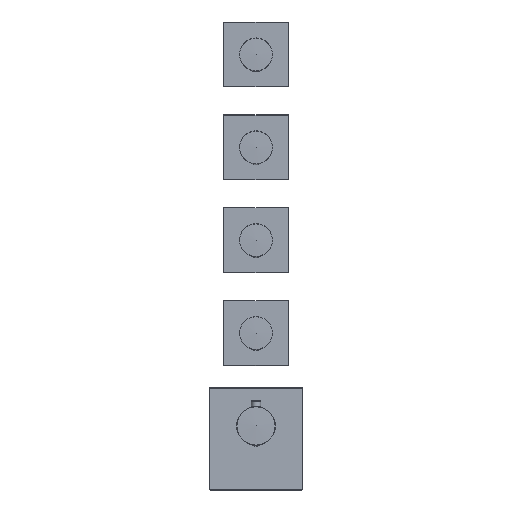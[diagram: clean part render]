
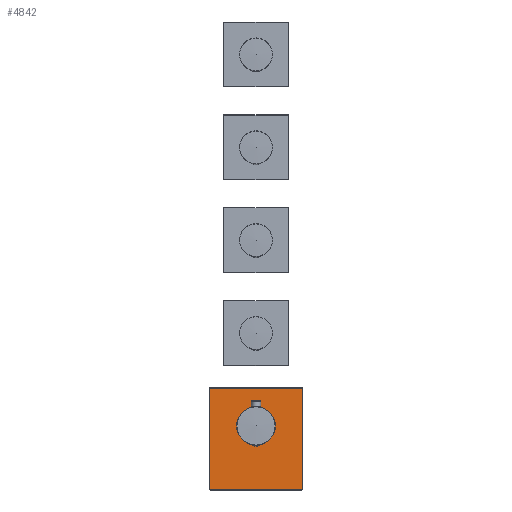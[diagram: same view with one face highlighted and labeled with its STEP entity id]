
A CAD part, front view. The second image highlights one B-rep face of the part: STEP entity #4842.
In plain terms, the highlighted planar face has unit normal (0, -1, 0).
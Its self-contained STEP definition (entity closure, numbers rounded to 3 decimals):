
#33=LINE('',#14167,#293);
#38=LINE('',#14187,#298);
#46=LINE('',#14219,#306);
#47=LINE('',#14223,#307);
#293=VECTOR('',#5742,1000.);
#298=VECTOR('',#5765,1000.);
#306=VECTOR('',#5801,1000.);
#307=VECTOR('',#5808,1000.);
#730=CIRCLE('',#5165,20.85);
#735=CIRCLE('',#5172,0.3);
#740=CIRCLE('',#5181,0.3);
#748=CIRCLE('',#5195,0.3);
#750=CIRCLE('',#5199,0.3);
#960=PLANE('',#5200);
#1475=ORIENTED_EDGE('',*,*,#2722,.F.);
#1476=ORIENTED_EDGE('',*,*,#2758,.T.);
#1477=ORIENTED_EDGE('',*,*,#2756,.T.);
#1478=ORIENTED_EDGE('',*,*,#2760,.T.);
#1479=ORIENTED_EDGE('',*,*,#2729,.T.);
#1480=ORIENTED_EDGE('',*,*,#2732,.T.);
#1481=ORIENTED_EDGE('',*,*,#2739,.T.);
#1482=ORIENTED_EDGE('',*,*,#2742,.T.);
#1483=ORIENTED_EDGE('',*,*,#2759,.T.);
#2722=EDGE_CURVE('',#3427,#3427,#730,.T.);
#2729=EDGE_CURVE('',#3432,#3433,#735,.T.);
#2732=EDGE_CURVE('',#3433,#3435,#33,.T.);
#2739=EDGE_CURVE('',#3435,#3439,#740,.T.);
#2742=EDGE_CURVE('',#3439,#3441,#38,.T.);
#2756=EDGE_CURVE('',#3449,#3450,#748,.T.);
#2758=EDGE_CURVE('',#3451,#3449,#46,.T.);
#2759=EDGE_CURVE('',#3441,#3451,#750,.T.);
#2760=EDGE_CURVE('',#3450,#3432,#47,.T.);
#3427=VERTEX_POINT('',#14146);
#3432=VERTEX_POINT('',#14158);
#3433=VERTEX_POINT('',#14160);
#3435=VERTEX_POINT('',#14166);
#3439=VERTEX_POINT('',#14180);
#3441=VERTEX_POINT('',#14186);
#3449=VERTEX_POINT('',#14212);
#3450=VERTEX_POINT('',#14214);
#3451=VERTEX_POINT('',#14218);
#4109=EDGE_LOOP('',(#1475));
#4110=EDGE_LOOP('',(#1476,#1477,#1478,#1479,#1480,#1481,#1482,#1483));
#4465=FACE_BOUND('',#4109,.T.);
#4466=FACE_BOUND('',#4110,.T.);
#4842=ADVANCED_FACE('',(#4465,#4466),#960,.T.);
#5165=AXIS2_PLACEMENT_3D('',#14145,#5719,#5720);
#5172=AXIS2_PLACEMENT_3D('',#14161,#5735,#5736);
#5181=AXIS2_PLACEMENT_3D('',#14181,#5758,#5759);
#5195=AXIS2_PLACEMENT_3D('',#14215,#5795,#5796);
#5199=AXIS2_PLACEMENT_3D('',#14221,#5804,#5805);
#5200=AXIS2_PLACEMENT_3D('',#14222,#5806,#5807);
#5719=DIRECTION('',(0.,-1.,0.));
#5720=DIRECTION('',(-1.,0.,0.));
#5735=DIRECTION('',(0.,-1.,0.));
#5736=DIRECTION('',(0.,0.,-1.));
#5742=DIRECTION('',(0.,0.,1.));
#5758=DIRECTION('',(0.,-1.,0.));
#5759=DIRECTION('',(1.,0.,0.));
#5765=DIRECTION('',(-1.,0.,0.));
#5795=DIRECTION('',(0.,-1.,0.));
#5796=DIRECTION('',(-1.,0.,0.));
#5801=DIRECTION('',(0.,0.,-1.));
#5804=DIRECTION('',(0.,-1.,0.));
#5805=DIRECTION('',(0.,0.,1.));
#5806=DIRECTION('',(0.,-1.,0.));
#5807=DIRECTION('',(1.,0.,0.));
#5808=DIRECTION('',(1.,0.,0.));
#14145=CARTESIAN_POINT('',(0.,-7.,0.));
#14146=CARTESIAN_POINT('',(-20.85,-7.,0.));
#14158=CARTESIAN_POINT('',(49.5,-7.,-68.8));
#14160=CARTESIAN_POINT('',(49.8,-7.,-68.5));
#14161=CARTESIAN_POINT('',(49.5,-7.,-68.5));
#14166=CARTESIAN_POINT('',(49.8,-7.,40.5));
#14167=CARTESIAN_POINT('',(49.8,-7.,-68.5));
#14180=CARTESIAN_POINT('',(49.5,-7.,40.8));
#14181=CARTESIAN_POINT('',(49.5,-7.,40.5));
#14186=CARTESIAN_POINT('',(-49.5,-7.,40.8));
#14187=CARTESIAN_POINT('',(49.5,-7.,40.8));
#14212=CARTESIAN_POINT('',(-49.8,-7.,-68.5));
#14214=CARTESIAN_POINT('',(-49.5,-7.,-68.8));
#14215=CARTESIAN_POINT('',(-49.5,-7.,-68.5));
#14218=CARTESIAN_POINT('',(-49.8,-7.,40.5));
#14219=CARTESIAN_POINT('',(-49.8,-7.,40.5));
#14221=CARTESIAN_POINT('',(-49.5,-7.,40.5));
#14222=CARTESIAN_POINT('',(0.,-7.,-69.));
#14223=CARTESIAN_POINT('',(-49.5,-7.,-68.8));
